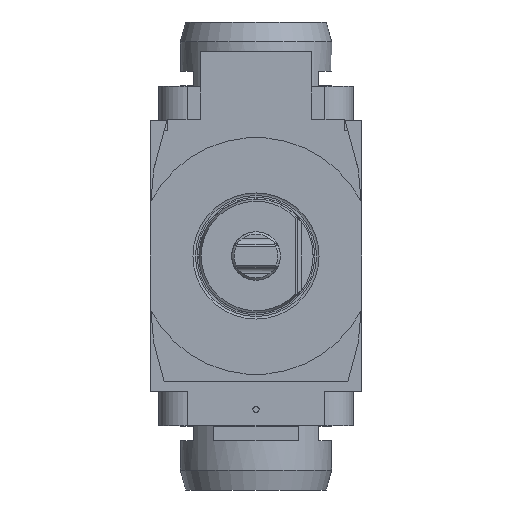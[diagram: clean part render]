
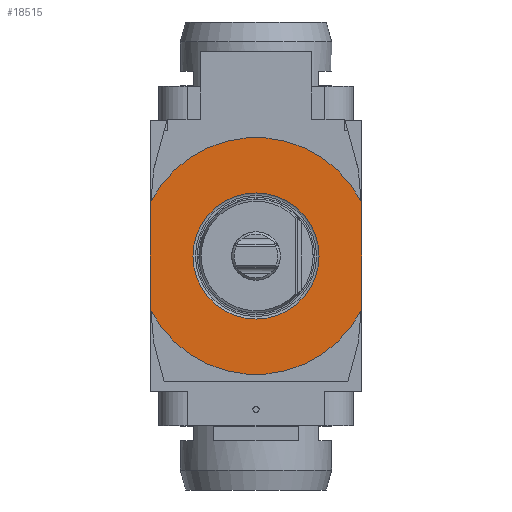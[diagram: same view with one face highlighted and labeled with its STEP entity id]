
A CAD part, front view. The second image highlights one B-rep face of the part: STEP entity #18515.
In plain terms, the highlighted planar face has unit normal (0, -1, 0).
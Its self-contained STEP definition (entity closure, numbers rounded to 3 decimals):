
#981 = DIRECTION ( 'NONE',  ( 0., 0., -1. ) ) ;
#1442 = DIRECTION ( 'NONE',  ( 0., 0., 1. ) ) ;
#1717 = CIRCLE ( 'NONE', #21602, 22.095 ) ;
#1750 = VERTEX_POINT ( 'NONE', #21375 ) ;
#2028 = ORIENTED_EDGE ( 'NONE', *, *, #12754, .F. ) ;
#2341 = VERTEX_POINT ( 'NONE', #5918 ) ;
#2460 = LINE ( 'NONE', #13114, #17568 ) ;
#2503 = VERTEX_POINT ( 'NONE', #19063 ) ;
#2659 = VECTOR ( 'NONE', #18552, 1000. ) ;
#2889 = CARTESIAN_POINT ( 'NONE',  ( 37., -100., 17.21 ) ) ;
#3171 = LINE ( 'NONE', #17504, #15254 ) ;
#3569 = CARTESIAN_POINT ( 'NONE',  ( -37., -100., 0. ) ) ;
#3633 = EDGE_LOOP ( 'NONE', ( #15350, #21924, #6759, #19252, #19549, #2028, #5974, #18895 ) ) ;
#4102 = VERTEX_POINT ( 'NONE', #20670 ) ;
#4564 = LINE ( 'NONE', #15362, #2659 ) ;
#4602 = CARTESIAN_POINT ( 'NONE',  ( 38.213, -100., 3.343 ) ) ;
#4648 = CARTESIAN_POINT ( 'NONE',  ( -36.833, -100., 19.12 ) ) ;
#4824 = CIRCLE ( 'NONE', #10831, 41.5 ) ;
#5104 = LINE ( 'NONE', #3569, #7196 ) ;
#5164 = EDGE_CURVE ( 'NONE', #20831, #18352, #3171, .T. ) ;
#5918 = CARTESIAN_POINT ( 'NONE',  ( -36.833, -100., -19.12 ) ) ;
#5974 = ORIENTED_EDGE ( 'NONE', *, *, #5164, .T. ) ;
#6162 = PLANE ( 'NONE',  #15604 ) ;
#6248 = AXIS2_PLACEMENT_3D ( 'NONE', #23001, #21099, #12055 ) ;
#6759 = ORIENTED_EDGE ( 'NONE', *, *, #20132, .T. ) ;
#6973 = LINE ( 'NONE', #19323, #22861 ) ;
#7196 = VECTOR ( 'NONE', #15663, 1000. ) ;
#7734 = EDGE_CURVE ( 'NONE', #8401, #2341, #4824, .T. ) ;
#8401 = VERTEX_POINT ( 'NONE', #20952 ) ;
#8451 = DIRECTION ( 'NONE',  ( 0., 0., -1. ) ) ;
#9414 = EDGE_CURVE ( 'NONE', #1750, #11031, #4564, .T. ) ;
#10608 = DIRECTION ( 'NONE',  ( -0.087, 0., 0.996 ) ) ;
#10831 = AXIS2_PLACEMENT_3D ( 'NONE', #21106, #17362, #8451 ) ;
#11031 = VERTEX_POINT ( 'NONE', #2889 ) ;
#11409 = DIRECTION ( 'NONE',  ( 0.087, 0., -0.996 ) ) ;
#11901 = DIRECTION ( 'NONE',  ( 0., 1., 0. ) ) ;
#12055 = DIRECTION ( 'NONE',  ( 0., 0., -1. ) ) ;
#12161 = EDGE_CURVE ( 'NONE', #15443, #15443, #1717, .T. ) ;
#12754 = EDGE_CURVE ( 'NONE', #20831, #2503, #12946, .T. ) ;
#12946 = CIRCLE ( 'NONE', #6248, 41.5 ) ;
#13114 = CARTESIAN_POINT ( 'NONE',  ( 38.213, -100., -3.343 ) ) ;
#13454 = ORIENTED_EDGE ( 'NONE', *, *, #12161, .F. ) ;
#13650 = FACE_OUTER_BOUND ( 'NONE', #3633, .T. ) ;
#14349 = DIRECTION ( 'NONE',  ( 0., -1., 0. ) ) ;
#14434 = EDGE_CURVE ( 'NONE', #4102, #18352, #5104, .T. ) ;
#15254 = VECTOR ( 'NONE', #17046, 1000. ) ;
#15313 = FACE_BOUND ( 'NONE', #20116, .T. ) ;
#15350 = ORIENTED_EDGE ( 'NONE', *, *, #20957, .F. ) ;
#15362 = CARTESIAN_POINT ( 'NONE',  ( 37., -100., 0. ) ) ;
#15443 = VERTEX_POINT ( 'NONE', #20727 ) ;
#15604 = AXIS2_PLACEMENT_3D ( 'NONE', #20824, #11901, #981 ) ;
#15663 = DIRECTION ( 'NONE',  ( 0., 0., 1. ) ) ;
#15868 = CARTESIAN_POINT ( 'NONE',  ( 0., -100., 0. ) ) ;
#16796 = DIRECTION ( 'NONE',  ( 0.087, 0., 0.996 ) ) ;
#17046 = DIRECTION ( 'NONE',  ( -0.087, 0., -0.996 ) ) ;
#17362 = DIRECTION ( 'NONE',  ( 0., 1., 0. ) ) ;
#17504 = CARTESIAN_POINT ( 'NONE',  ( -35.867, -100., 30.155 ) ) ;
#17568 = VECTOR ( 'NONE', #16796, 1000. ) ;
#18352 = VERTEX_POINT ( 'NONE', #21990 ) ;
#18515 = ADVANCED_FACE ( 'Defeature completata1_129', ( #13650, #15313 ), #6162, .F. ) ;
#18552 = DIRECTION ( 'NONE',  ( 0., 0., 1. ) ) ;
#18821 = LINE ( 'NONE', #4602, #21239 ) ;
#18876 = EDGE_CURVE ( 'NONE', #2503, #11031, #18821, .T. ) ;
#18895 = ORIENTED_EDGE ( 'NONE', *, *, #14434, .F. ) ;
#19063 = CARTESIAN_POINT ( 'NONE',  ( 36.833, -100., 19.12 ) ) ;
#19252 = ORIENTED_EDGE ( 'NONE', *, *, #9414, .T. ) ;
#19323 = CARTESIAN_POINT ( 'NONE',  ( -35.867, -100., -30.155 ) ) ;
#19549 = ORIENTED_EDGE ( 'NONE', *, *, #18876, .F. ) ;
#20116 = EDGE_LOOP ( 'NONE', ( #13454 ) ) ;
#20132 = EDGE_CURVE ( 'NONE', #8401, #1750, #2460, .T. ) ;
#20670 = CARTESIAN_POINT ( 'NONE',  ( -37., -100., -17.21 ) ) ;
#20727 = CARTESIAN_POINT ( 'NONE',  ( 0., -100., 22.095 ) ) ;
#20824 = CARTESIAN_POINT ( 'NONE',  ( 0., -100., 22.15 ) ) ;
#20831 = VERTEX_POINT ( 'NONE', #4648 ) ;
#20952 = CARTESIAN_POINT ( 'NONE',  ( 36.833, -100., -19.12 ) ) ;
#20957 = EDGE_CURVE ( 'NONE', #2341, #4102, #6973, .T. ) ;
#21099 = DIRECTION ( 'NONE',  ( 0., 1., 0. ) ) ;
#21106 = CARTESIAN_POINT ( 'NONE',  ( 0., -100., 0. ) ) ;
#21239 = VECTOR ( 'NONE', #11409, 1000. ) ;
#21375 = CARTESIAN_POINT ( 'NONE',  ( 37., -100., -17.21 ) ) ;
#21602 = AXIS2_PLACEMENT_3D ( 'NONE', #15868, #14349, #1442 ) ;
#21924 = ORIENTED_EDGE ( 'NONE', *, *, #7734, .F. ) ;
#21990 = CARTESIAN_POINT ( 'NONE',  ( -37., -100., 17.21 ) ) ;
#22861 = VECTOR ( 'NONE', #10608, 1000. ) ;
#23001 = CARTESIAN_POINT ( 'NONE',  ( 0., -100., 0. ) ) ;
